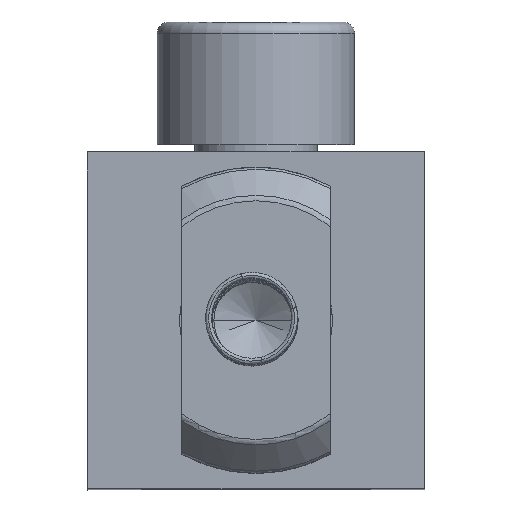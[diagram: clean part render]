
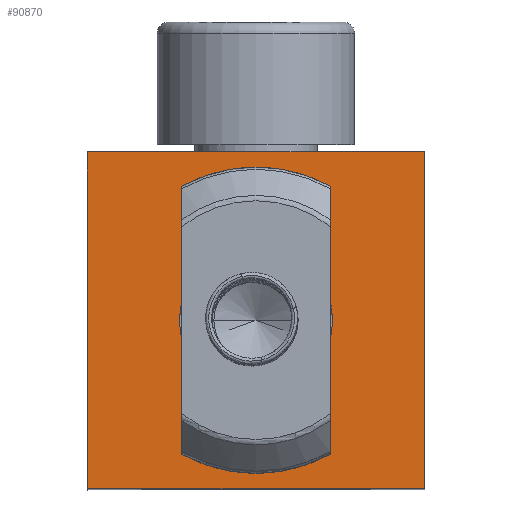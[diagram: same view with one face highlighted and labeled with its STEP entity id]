
A CAD part, top view. The second image highlights one B-rep face of the part: STEP entity #90870.
In plain terms, the highlighted face is planar.
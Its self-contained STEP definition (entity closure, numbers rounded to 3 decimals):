
#85600=CARTESIAN_POINT('',(0.6,5.,0.));
#85610=VERTEX_POINT('',#85600);
#85690=CARTESIAN_POINT('',(0.6,-5.,0.));
#85700=VERTEX_POINT('',#85690);
#85730=CARTESIAN_POINT('',(0.6,0.,
0.));
#85740=DIRECTION('',(1.,0.,0.));
#85750=DIRECTION('',(0.,-1.,0.));
#85760=AXIS2_PLACEMENT_3D('',#85730,#85740,#85750);
#85770=CIRCLE('',#85760,5.);
#85780=EDGE_CURVE('',#85700,#85610,#85770,.T.);
#87660=CARTESIAN_POINT('',(0.6,11.,11.));
#87670=VERTEX_POINT('',#87660);
#87700=CARTESIAN_POINT('',(0.6,11.,0.));
#87710=DIRECTION('',(0.,0.,-1.));
#87720=VECTOR('',#87710,1.);
#87730=LINE('',#87700,#87720);
#87740=CARTESIAN_POINT('',(0.6,11.,-11.));
#87750=VERTEX_POINT('',#87740);
#87760=EDGE_CURVE('',#87670,#87750,#87730,.T.);
#88830=CARTESIAN_POINT('',(0.6,-11.,11.));
#88840=VERTEX_POINT('',#88830);
#88890=CARTESIAN_POINT('',(0.6,0.,11.));
#88900=DIRECTION('',(0.,1.,0.));
#88910=VECTOR('',#88900,1.);
#88920=LINE('',#88890,#88910);
#88930=EDGE_CURVE('',#88840,#87670,#88920,.T.);
#89540=CARTESIAN_POINT('',(0.6,-11.,-11.));
#89550=VERTEX_POINT('',#89540);
#89580=CARTESIAN_POINT('',(0.6,-11.,0.));
#89590=DIRECTION('',(0.,0.,1.));
#89600=VECTOR('',#89590,1.);
#89610=LINE('',#89580,#89600);
#89620=EDGE_CURVE('',#89550,#88840,#89610,.T.);
#90290=CARTESIAN_POINT('',(0.6,0.,-11.));
#90300=DIRECTION('',(0.,-1.,0.));
#90310=VECTOR('',#90300,1.);
#90320=LINE('',#90290,#90310);
#90330=EDGE_CURVE('',#87750,#89550,#90320,.T.);
#90710=CARTESIAN_POINT('',(0.6,-11.22,-11.22));
#90720=DIRECTION('',(1.,0.,0.));
#90730=DIRECTION('',(0.,-1.,0.));
#90740=AXIS2_PLACEMENT_3D('',#90710,#90720,#90730);
#90750=PLANE('',#90740);
#90760=EDGE_CURVE('',#85610,#85700,#85770,.T.);
#90770=ORIENTED_EDGE('',*,*,#90760,.T.);
#90780=ORIENTED_EDGE('',*,*,#85780,.T.);
#90790=EDGE_LOOP('',(#90780,#90770));
#90800=FACE_BOUND('',#90790,.T.);
#90810=ORIENTED_EDGE('',*,*,#89620,.T.);
#90820=ORIENTED_EDGE('',*,*,#90330,.T.);
#90830=ORIENTED_EDGE('',*,*,#87760,.T.);
#90840=ORIENTED_EDGE('',*,*,#88930,.T.);
#90850=EDGE_LOOP('',(#90840,#90830,#90820,#90810));
#90860=FACE_OUTER_BOUND('',#90850,.T.);
#90870=ADVANCED_FACE('',(#90800,#90860),#90750,.F.);
